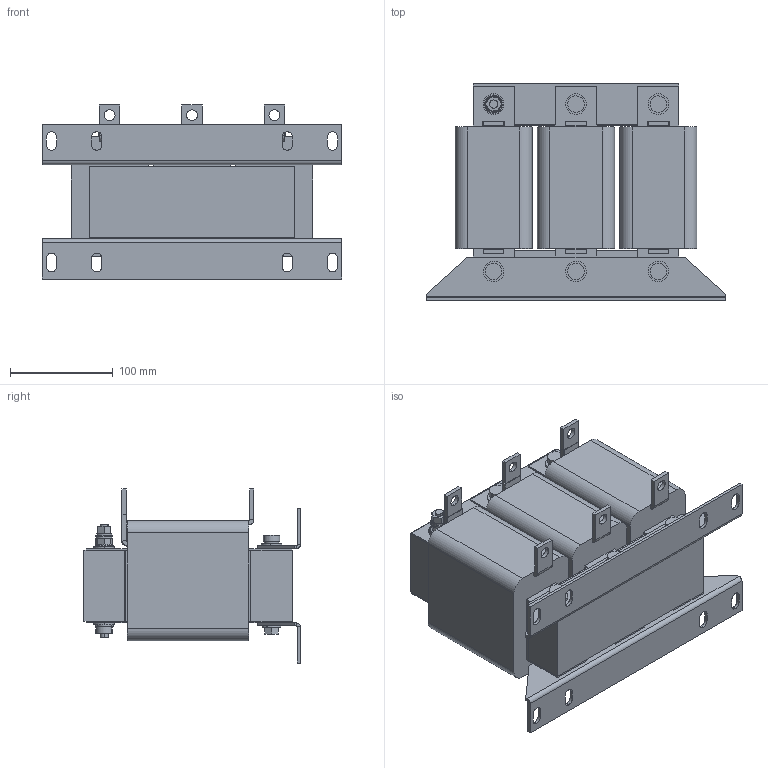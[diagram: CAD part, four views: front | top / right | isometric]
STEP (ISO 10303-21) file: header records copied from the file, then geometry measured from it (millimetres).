
FILE_DESCRIPTION (( 'STEP AP214' ), '1' );
FILE_NAME ('342366.STEP', '2021-03-19T05:24:35', ( '' ), ( '' ), 'SwSTEP 2.0', 'SolidWorks 2018', '' );
FILE_SCHEMA (( 'AUTOMOTIVE_DESIGN' ));
Length unit declared in the file: millimetre
Products named in the file (1): 342366
Bounding box: 291 x 210.52 x 169 mm (x, y, z)
Volume: 4404823.8 mm3; surface area: 340379.1 mm2
Topology: 1 solids, 1 shells, 459 faces, 1146 edges, 724 vertices
Faces by surface type: plane 293, cylinder 130, torus 24, cone 12
Entity records: 14374 total; most frequent: CARTESIAN_POINT 3134, DIRECTION 2350, ORIENTED_EDGE 2292, EDGE_CURVE 1146, AXIS2_PLACEMENT_3D 792, VECTOR 766, LINE 766, VERTEX_POINT 724
